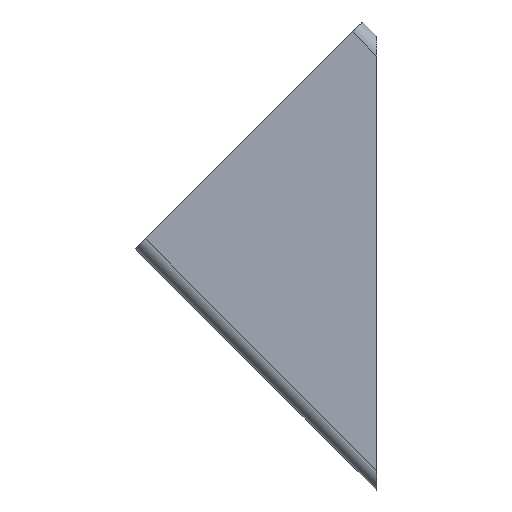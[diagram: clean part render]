
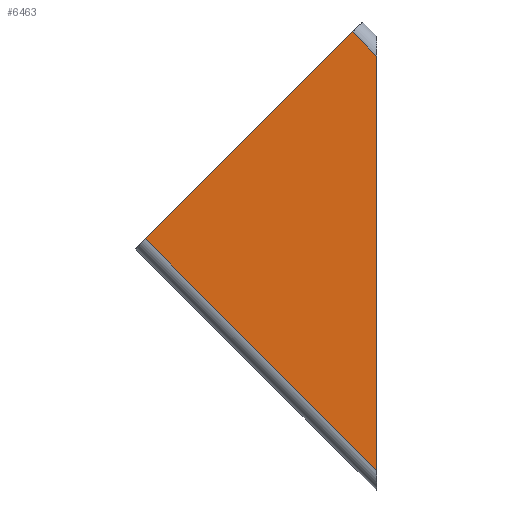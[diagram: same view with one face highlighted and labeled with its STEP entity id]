
A CAD part, left-side view. The second image highlights one B-rep face of the part: STEP entity #6463.
In plain terms, the highlighted planar face has unit normal (-1, 0, 0).
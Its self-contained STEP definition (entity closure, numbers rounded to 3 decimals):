
#2348=CARTESIAN_POINT('',(-20.,57.629,-50.558));
#2349=VERTEX_POINT('',#2348);
#2357=CARTESIAN_POINT('',(-20.,6.01,1.061));
#2358=VERTEX_POINT('',#2357);
#2359=CARTESIAN_POINT('',(-20.,8761.053,-8753.982));
#2360=DIRECTION('',(0.,-0.707,0.707));
#2361=VECTOR('',#2360,24690.);
#2362=LINE('',#2359,#2361);
#2363=EDGE_CURVE('',#2349,#2358,#2362,.T.);
#6433=CARTESIAN_POINT('',(-20.,0.,0.));
#6434=DIRECTION('',(1.,0.,0.));
#6435=DIRECTION('',(0.,0.,-1.));
#6436=AXIS2_PLACEMENT_3D('',#6433,#6434,#6435);
#6437=PLANE('',#6436);
#6438=CARTESIAN_POINT('',(-20.,0.,-4.95));
#6439=VERTEX_POINT('',#6438);
#6440=CARTESIAN_POINT('',(-20.,0.,-108.187));
#6441=VERTEX_POINT('',#6440);
#6442=CARTESIAN_POINT('',(-20.,0.,12345.));
#6443=DIRECTION('',(-0.,-0.,-1.));
#6444=VECTOR('',#6443,24690.);
#6445=LINE('',#6442,#6444);
#6446=EDGE_CURVE('',#6439,#6441,#6445,.T.);
#6447=ORIENTED_EDGE('',*,*,#6446,.F.);
#6448=CARTESIAN_POINT('',(-20.,-8723.223,-8728.173));
#6449=DIRECTION('',(0.,0.707,0.707));
#6450=VECTOR('',#6449,24690.);
#6451=LINE('',#6448,#6450);
#6452=EDGE_CURVE('',#6439,#2358,#6451,.T.);
#6453=ORIENTED_EDGE('',*,*,#6452,.T.);
#6454=ORIENTED_EDGE('',*,*,#2363,.F.);
#6455=CARTESIAN_POINT('',(-20.,8726.758,8618.571));
#6456=DIRECTION('',(-0.,-0.707,-0.707));
#6457=VECTOR('',#6456,24690.);
#6458=LINE('',#6455,#6457);
#6459=EDGE_CURVE('',#2349,#6441,#6458,.T.);
#6460=ORIENTED_EDGE('',*,*,#6459,.T.);
#6461=EDGE_LOOP('',(#6447,#6453,#6454,#6460));
#6462=FACE_BOUND('',#6461,.T.);
#6463=ADVANCED_FACE('',(#6462),#6437,.F.);
